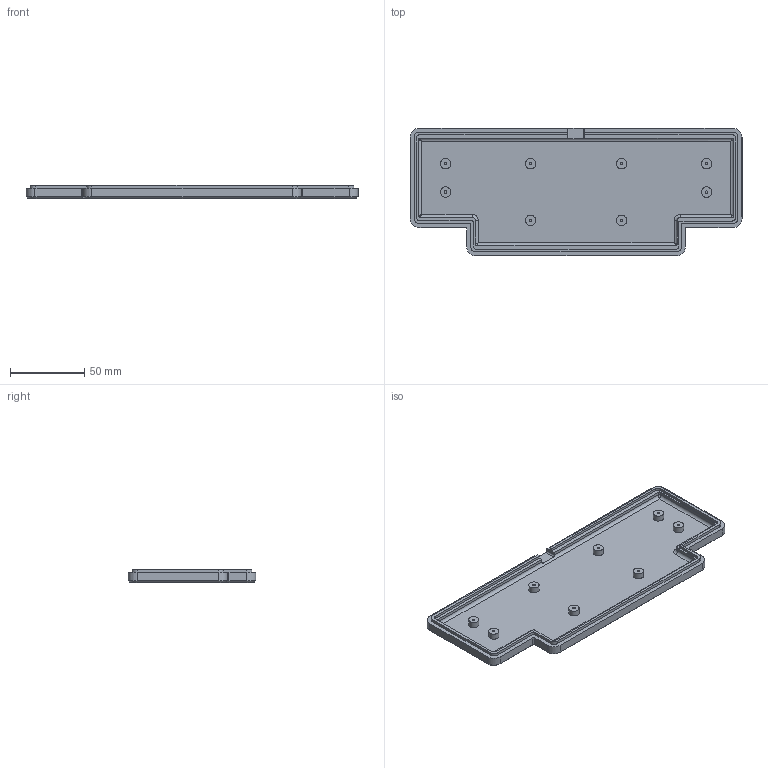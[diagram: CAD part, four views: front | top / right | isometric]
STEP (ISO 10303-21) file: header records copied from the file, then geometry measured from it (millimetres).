
FILE_DESCRIPTION(/* description */ ('','CAx-IF Rec.Pracs.---Representation and Presentation of Product Manufacturing Information (PMI)---4.0---2014-10-13'),/* implementation_level */ '2;1');
FILE_NAME(/* name */ 'Haori36-MX-tray.step',/* time_stamp */ '2025-01-15T01:47:14+01:00',/* author */ (''),/* organization */ (''),/* preprocessor_version */ 'ST-DEVELOPER v20',/* originating_system */ 'Autodesk Translation Framework v13.20.0.188',/* authorisation */ '');
FILE_SCHEMA (('AP242_MANAGED_MODEL_BASED_3D_ENGINEERING_MIM_LF { 1 0 10303 442 1 1 4 }'));
Length unit declared in the file: millimetre
Products named in the file (1): Haori36-MX
Bounding box: 223.25 x 85.85 x 8.8 mm (x, y, z)
Volume: 70635.8 mm3; surface area: 43782 mm2
Topology: 1 solids, 1 shells, 139 faces, 331 edges, 204 vertices
Faces by surface type: plane 67, cylinder 56, cone 8, bspline 6, torus 2
Full cylindrical faces by diameter (mm): 1.6 x8, 7 x8
Entity records: 4156 total; most frequent: CARTESIAN_POINT 861, DIRECTION 713, ORIENTED_EDGE 650, EDGE_CURVE 325, AXIS2_PLACEMENT_3D 256, VERTEX_POINT 204, LINE 201, VECTOR 201
